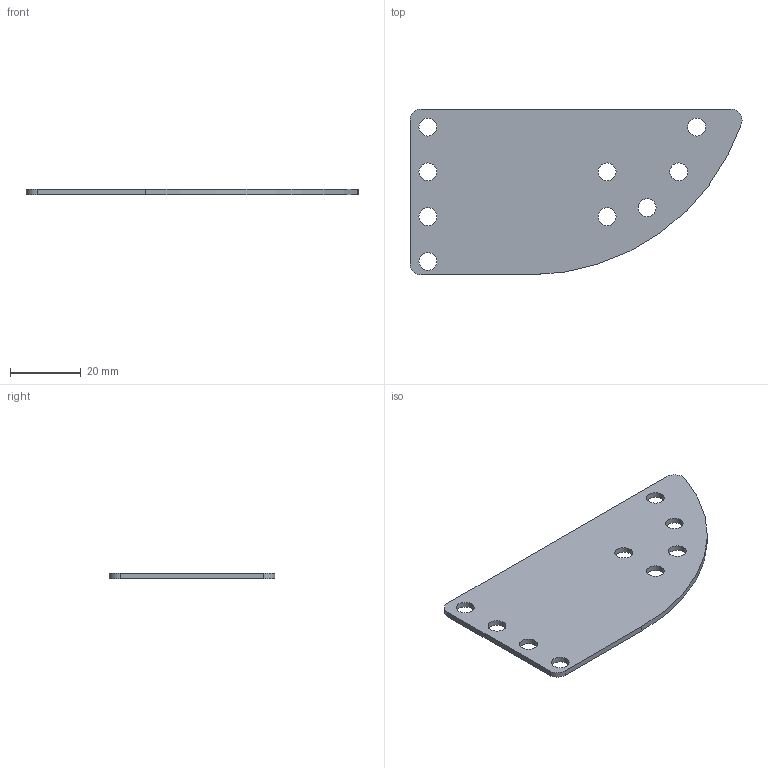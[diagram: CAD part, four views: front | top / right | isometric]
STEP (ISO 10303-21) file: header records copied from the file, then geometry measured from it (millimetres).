
FILE_DESCRIPTION(/* description */ (''),/* implementation_level */ '2;1');
FILE_NAME(/* name */ 'Sleds.stp',/* time_stamp */ '2024-01-02T23:29:25-08:00',/* author */ ('diego'),/* organization */ (''),/* preprocessor_version */ 'ST-DEVELOPER v19.2',/* originating_system */ 'Autodesk Inventor 2023',/* authorisation */ '');
FILE_SCHEMA (('AUTOMOTIVE_DESIGN { 1 0 10303 214 3 1 1 }'));
Length unit declared in the file: inch
Products named in the file (1): Sleds
Bounding box: 94.13 x 46.99 x 1.59 mm (x, y, z)
Volume: 5610 mm3; surface area: 7698.7 mm2
Topology: 1 solids, 1 shells, 18 faces, 48 edges, 32 vertices
Faces by surface type: cylinder 13, plane 5
Full cylindrical faces by diameter (mm): 5.08 x9
Entity records: 659 total; most frequent: DIRECTION 112, CARTESIAN_POINT 99, ORIENTED_EDGE 96, EDGE_CURVE 48, AXIS2_PLACEMENT_3D 45, EDGE_LOOP 36, VERTEX_POINT 32, CIRCLE 26
